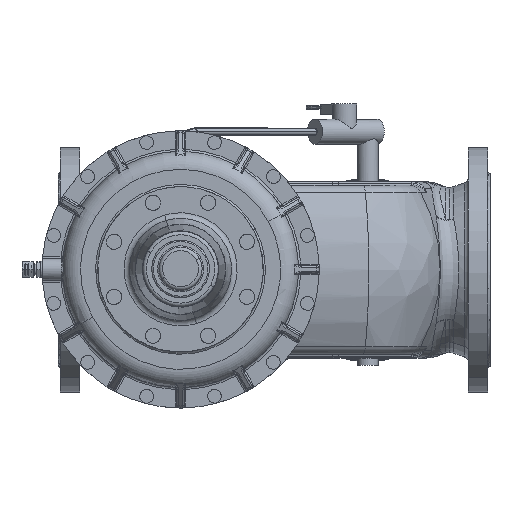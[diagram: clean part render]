
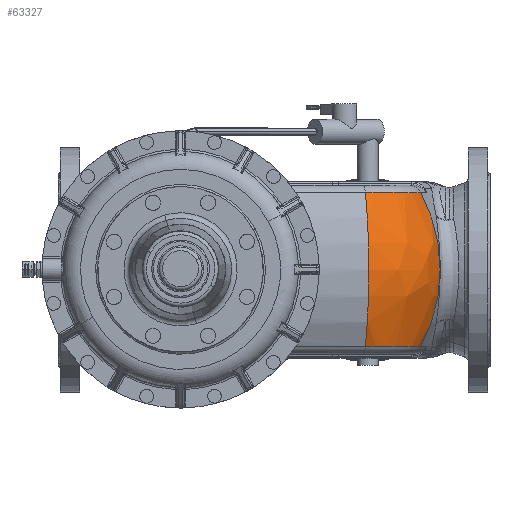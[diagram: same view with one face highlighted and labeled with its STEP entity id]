
A CAD part, top view. The second image highlights one B-rep face of the part: STEP entity #63327.
In plain terms, the highlighted face is a revolution surface.
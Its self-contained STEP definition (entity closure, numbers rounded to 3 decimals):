
#53150=CARTESIAN_POINT('Vertex',(256.859,107.25,195.612)) ;
#57691=CARTESIAN_POINT('Axis2P3D Location',(240.,107.25,100.)) ;
#57695=CARTESIAN_POINT('Vertex',(333.779,107.25,125.128)) ;
#57714=CARTESIAN_POINT('Vertex',(256.859,-107.25,195.612)) ;
#57717=CARTESIAN_POINT('Axis2P3D Location',(223.503,0.,6.443)) ;
#57809=CARTESIAN_POINT('Vertex',(333.779,-107.25,125.128)) ;
#57812=CARTESIAN_POINT('Axis2P3D Location',(240.,-107.25,100.)) ;
#63303=CARTESIAN_POINT('Control Point',(256.859,107.25,195.612)) ;
#63304=CARTESIAN_POINT('Control Point',(260.652,68.124,217.126)) ;
#63305=CARTESIAN_POINT('Control Point',(262.717,23.436,228.837)) ;
#63306=CARTESIAN_POINT('Control Point',(262.717,-23.436,228.837)) ;
#63307=CARTESIAN_POINT('Control Point',(260.652,-68.124,217.126)) ;
#63308=CARTESIAN_POINT('Control Point',(256.859,-107.25,195.612)) ;
#63309=CARTESIAN_POINT('Axis1P Location',(240.,0.,100.)) ;
#63314=CARTESIAN_POINT('Control Point',(333.779,107.25,125.128)) ;
#63315=CARTESIAN_POINT('Control Point',(354.88,68.124,130.782)) ;
#63316=CARTESIAN_POINT('Control Point',(366.366,23.436,133.86)) ;
#63317=CARTESIAN_POINT('Control Point',(366.366,-23.436,133.86)) ;
#63318=CARTESIAN_POINT('Control Point',(354.88,-68.124,130.782)) ;
#63319=CARTESIAN_POINT('Control Point',(333.779,-107.25,125.128)) ;
#57692=DIRECTION('Axis2P3D Direction',(-0.,1.,0.)) ;
#57718=DIRECTION('Axis2P3D Direction',(0.985,0.,-0.174)) ;
#57813=DIRECTION('Axis2P3D Direction',(0.,1.,0.)) ;
#63310=DIRECTION('Axis1P Direction',(0.,1.,0.)) ;
#57693=AXIS2_PLACEMENT_3D('Circle Axis2P3D',#57691,#57692,$) ;
#57719=AXIS2_PLACEMENT_3D('Circle Axis2P3D',#57717,#57718,$) ;
#57814=AXIS2_PLACEMENT_3D('Circle Axis2P3D',#57812,#57813,$) ;
#63322=ORIENTED_EDGE('',*,*,#63320,.T.) ;
#63323=ORIENTED_EDGE('',*,*,#57697,.F.) ;
#63324=ORIENTED_EDGE('',*,*,#57721,.F.) ;
#63325=ORIENTED_EDGE('',*,*,#57816,.T.) ;
#63327=ADVANCED_FACE('Brep With Voids',(#63326),#63312,.F.) ;
#63311=AXIS1_PLACEMENT('Revolution Surface Axis1P',#63309,#63310) ;
#63302=B_SPLINE_CURVE_WITH_KNOTS('',5,(#63303,#63304,#63305,#63306,#63307,#63308),.UNSPECIFIED.,.F.,.U.,(6,6),(233.546,462.527),.UNSPECIFIED.) ;
#63313=B_SPLINE_CURVE_WITH_KNOTS('',5,(#63314,#63315,#63316,#63317,#63318,#63319),.UNSPECIFIED.,.F.,.U.,(6,6),(233.546,462.527),.UNSPECIFIED.) ;
#57694=CIRCLE('generated circle',#57693,97.087) ;
#57720=CIRCLE('generated circle',#57719,220.) ;
#57815=CIRCLE('generated circle',#57814,97.087) ;
#57697=EDGE_CURVE('',#53151,#57696,#57694,.T.) ;
#57721=EDGE_CURVE('',#57715,#53151,#57720,.F.) ;
#57816=EDGE_CURVE('',#57715,#57810,#57815,.T.) ;
#63320=EDGE_CURVE('',#57810,#57696,#63313,.F.) ;
#63321=EDGE_LOOP('',(#63322,#63323,#63324,#63325)) ;
#63326=FACE_OUTER_BOUND('',#63321,.T.) ;
#63312=SURFACE_OF_REVOLUTION('Surface of Revolution',#63302,#63311) ;
#53151=VERTEX_POINT('',#53150) ;
#57696=VERTEX_POINT('',#57695) ;
#57715=VERTEX_POINT('',#57714) ;
#57810=VERTEX_POINT('',#57809) ;
